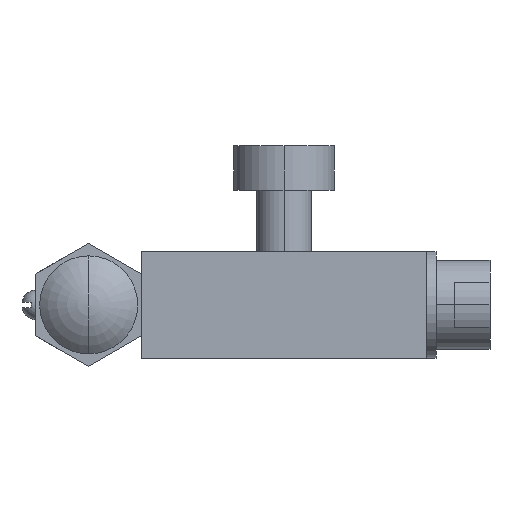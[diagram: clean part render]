
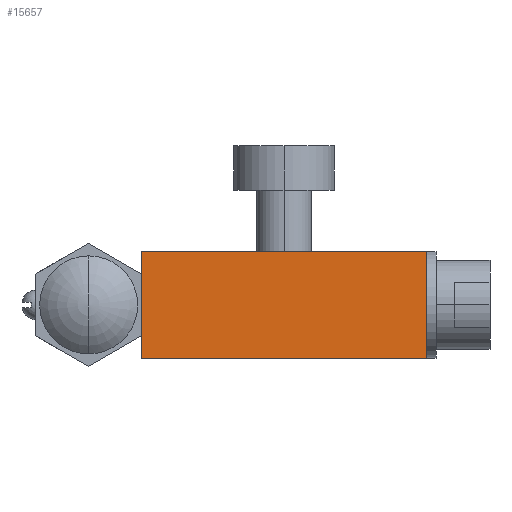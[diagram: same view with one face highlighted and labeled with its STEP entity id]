
A CAD part, left-side view. The second image highlights one B-rep face of the part: STEP entity #15657.
In plain terms, the highlighted planar face has unit normal (-1, 0, 0).
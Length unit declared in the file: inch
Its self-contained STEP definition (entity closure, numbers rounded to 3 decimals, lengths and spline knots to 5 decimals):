
#8 = VECTOR ( 'NONE', #13891, 39.37008 ) ;
#100 = LINE ( 'NONE', #308, #16649 ) ;
#308 = CARTESIAN_POINT ( 'NONE',  ( -13., 0.5, 0.1875 ) ) ;
#715 = DIRECTION ( 'NONE',  ( 1., 0., 0. ) ) ;
#1328 = EDGE_LOOP ( 'NONE', ( #12762, #2073, #3757, #15992 ) ) ;
#2067 = LINE ( 'NONE', #8241, #8591 ) ;
#2073 = ORIENTED_EDGE ( 'NONE', *, *, #10370, .F. ) ;
#2367 = VERTEX_POINT ( 'NONE', #13778 ) ;
#3147 = VERTEX_POINT ( 'NONE', #5042 ) ;
#3418 = CARTESIAN_POINT ( 'NONE',  ( -13., 0.5, -0.1875 ) ) ;
#3757 = ORIENTED_EDGE ( 'NONE', *, *, #15984, .F. ) ;
#3817 = VECTOR ( 'NONE', #5795, 39.37008 ) ;
#5042 = CARTESIAN_POINT ( 'NONE',  ( -13., 0.5, -0.1875 ) ) ;
#5795 = DIRECTION ( 'NONE',  ( 0., 0., -1. ) ) ;
#5852 = CARTESIAN_POINT ( 'NONE',  ( -13., -0.5, 0.1875 ) ) ;
#6364 = EDGE_CURVE ( 'NONE', #3147, #10947, #13552, .T. ) ;
#6501 = FACE_OUTER_BOUND ( 'NONE', #1328, .T. ) ;
#8241 = CARTESIAN_POINT ( 'NONE',  ( -13., 0.5, 0.1875 ) ) ;
#8545 = PLANE ( 'NONE',  #11440 ) ;
#8591 = VECTOR ( 'NONE', #9523, 39.37008 ) ;
#8598 = CARTESIAN_POINT ( 'NONE',  ( -13., 0.5, 0.1875 ) ) ;
#8624 = EDGE_CURVE ( 'NONE', #2367, #3147, #100, .T. ) ;
#9523 = DIRECTION ( 'NONE',  ( 0., -1., 0. ) ) ;
#9863 = DIRECTION ( 'NONE',  ( 0., 0., -1. ) ) ;
#10052 = VERTEX_POINT ( 'NONE', #12426 ) ;
#10370 = EDGE_CURVE ( 'NONE', #10052, #10947, #16647, .T. ) ;
#10947 = VERTEX_POINT ( 'NONE', #13115 ) ;
#11440 = AXIS2_PLACEMENT_3D ( 'NONE', #8598, #715, #9863 ) ;
#12426 = CARTESIAN_POINT ( 'NONE',  ( -13., -0.5, 0.1875 ) ) ;
#12762 = ORIENTED_EDGE ( 'NONE', *, *, #6364, .T. ) ;
#13115 = CARTESIAN_POINT ( 'NONE',  ( -13., -0.5, -0.1875 ) ) ;
#13552 = LINE ( 'NONE', #3418, #8 ) ;
#13778 = CARTESIAN_POINT ( 'NONE',  ( -13., 0.5, 0.1875 ) ) ;
#13891 = DIRECTION ( 'NONE',  ( 0., -1., 0. ) ) ;
#15657 = ADVANCED_FACE ( 'NONE', ( #6501 ), #8545, .F. ) ;
#15984 = EDGE_CURVE ( 'NONE', #2367, #10052, #2067, .T. ) ;
#15992 = ORIENTED_EDGE ( 'NONE', *, *, #8624, .T. ) ;
#16647 = LINE ( 'NONE', #5852, #3817 ) ;
#16649 = VECTOR ( 'NONE', #16851, 39.37008 ) ;
#16851 = DIRECTION ( 'NONE',  ( 0., 0., -1. ) ) ;
